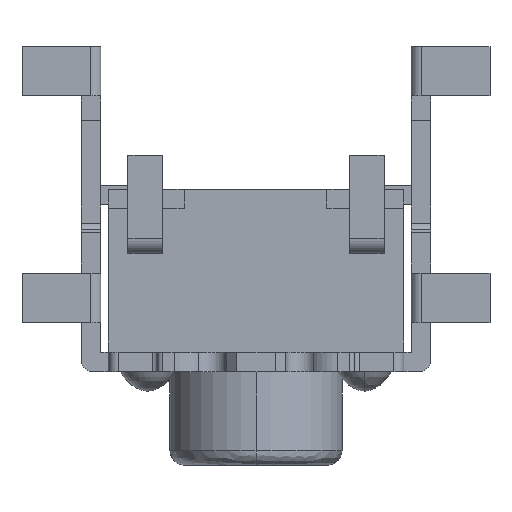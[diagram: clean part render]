
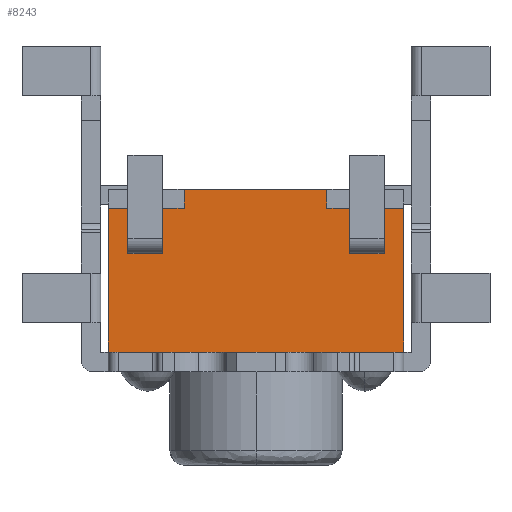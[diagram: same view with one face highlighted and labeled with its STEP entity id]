
A CAD part, front view. The second image highlights one B-rep face of the part: STEP entity #8243.
In plain terms, the highlighted face is planar.
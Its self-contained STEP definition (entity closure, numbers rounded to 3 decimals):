
#77 = ORIENTED_EDGE ( 'NONE', *, *, #4696, .T. ) ;
#200 = EDGE_CURVE ( 'NONE', #3377, #551, #4654, .T. ) ;
#223 = LINE ( 'NONE', #7374, #6184 ) ;
#254 = CARTESIAN_POINT ( 'NONE',  ( -3., -2.6, 0.92 ) ) ;
#359 = CARTESIAN_POINT ( 'NONE',  ( -3., 1.9, 0. ) ) ;
#551 = VERTEX_POINT ( 'NONE', #5732 ) ;
#833 = EDGE_CURVE ( 'NONE', #2400, #1149, #223, .T. ) ;
#841 = CARTESIAN_POINT ( 'NONE',  ( -3., -3., 0.92 ) ) ;
#903 = DIRECTION ( 'NONE',  ( 0., -1., 0. ) ) ;
#911 = EDGE_CURVE ( 'NONE', #5170, #8006, #3505, .T. ) ;
#1001 = EDGE_CURVE ( 'NONE', #4574, #5561, #5055, .T. ) ;
#1085 = CARTESIAN_POINT ( 'NONE',  ( -3., 3., 0. ) ) ;
#1146 = CARTESIAN_POINT ( 'NONE',  ( -3., -3., 0. ) ) ;
#1149 = VERTEX_POINT ( 'NONE', #3231 ) ;
#1387 = VECTOR ( 'NONE', #2989, 1000. ) ;
#1454 = VECTOR ( 'NONE', #8111, 1000. ) ;
#1514 = ORIENTED_EDGE ( 'NONE', *, *, #911, .T. ) ;
#1835 = DIRECTION ( 'NONE',  ( 0., 0., 1. ) ) ;
#1904 = ORIENTED_EDGE ( 'NONE', *, *, #4519, .T. ) ;
#1922 = CARTESIAN_POINT ( 'NONE',  ( -3., -3., 0.72 ) ) ;
#1967 = DIRECTION ( 'NONE',  ( 0., 0., 1. ) ) ;
#1986 = LINE ( 'NONE', #3388, #4885 ) ;
#1994 = CARTESIAN_POINT ( 'NONE',  ( -3., 3., 0. ) ) ;
#2024 = CARTESIAN_POINT ( 'NONE',  ( -3., -2.6, 0.72 ) ) ;
#2033 = EDGE_CURVE ( 'NONE', #1149, #5170, #7938, .T. ) ;
#2055 = ORIENTED_EDGE ( 'NONE', *, *, #7085, .T. ) ;
#2236 = ORIENTED_EDGE ( 'NONE', *, *, #5409, .T. ) ;
#2262 = CARTESIAN_POINT ( 'NONE',  ( -3., -2.6, 0. ) ) ;
#2375 = VECTOR ( 'NONE', #7240, 1000. ) ;
#2400 = VERTEX_POINT ( 'NONE', #2024 ) ;
#2421 = LINE ( 'NONE', #359, #1387 ) ;
#2436 = PLANE ( 'NONE',  #3021 ) ;
#2454 = LINE ( 'NONE', #841, #2857 ) ;
#2732 = VECTOR ( 'NONE', #6776, 1000. ) ;
#2808 = ORIENTED_EDGE ( 'NONE', *, *, #833, .T. ) ;
#2842 = ORIENTED_EDGE ( 'NONE', *, *, #8510, .F. ) ;
#2845 = VECTOR ( 'NONE', #2940, 1000. ) ;
#2857 = VECTOR ( 'NONE', #903, 1000. ) ;
#2940 = DIRECTION ( 'NONE',  ( 0., 0., -1. ) ) ;
#2989 = DIRECTION ( 'NONE',  ( 0., 0., -1. ) ) ;
#3004 = ORIENTED_EDGE ( 'NONE', *, *, #5654, .T. ) ;
#3021 = AXIS2_PLACEMENT_3D ( 'NONE', #5795, #3830, #1835 ) ;
#3205 = LINE ( 'NONE', #1922, #6723 ) ;
#3231 = CARTESIAN_POINT ( 'NONE',  ( -3., -1.9, 0.72 ) ) ;
#3237 = VECTOR ( 'NONE', #5947, 1000. ) ;
#3296 = EDGE_CURVE ( 'NONE', #5561, #7191, #2454, .T. ) ;
#3305 = CARTESIAN_POINT ( 'NONE',  ( -3., -1.9, 0. ) ) ;
#3308 = FACE_BOUND ( 'NONE', #5705, .T. ) ;
#3377 = VERTEX_POINT ( 'NONE', #5584 ) ;
#3388 = CARTESIAN_POINT ( 'NONE',  ( -3., -3., -0.38 ) ) ;
#3469 = LINE ( 'NONE', #1146, #6563 ) ;
#3473 = EDGE_CURVE ( 'NONE', #551, #7582, #3469, .T. ) ;
#3505 = LINE ( 'NONE', #8189, #7550 ) ;
#3544 = VERTEX_POINT ( 'NONE', #7751 ) ;
#3654 = LINE ( 'NONE', #7963, #3237 ) ;
#3669 = ORIENTED_EDGE ( 'NONE', *, *, #5208, .F. ) ;
#3728 = FACE_BOUND ( 'NONE', #7291, .T. ) ;
#3830 = DIRECTION ( 'NONE',  ( -1., 0., 0. ) ) ;
#3864 = CARTESIAN_POINT ( 'NONE',  ( -3., 2.6, 0.72 ) ) ;
#4076 = DIRECTION ( 'NONE',  ( 0., 0., -1. ) ) ;
#4288 = VERTEX_POINT ( 'NONE', #8236 ) ;
#4315 = CARTESIAN_POINT ( 'NONE',  ( -3., -3., 2.92 ) ) ;
#4447 = LINE ( 'NONE', #4694, #1454 ) ;
#4519 = EDGE_CURVE ( 'NONE', #8006, #2400, #8216, .T. ) ;
#4544 = ORIENTED_EDGE ( 'NONE', *, *, #3473, .T. ) ;
#4574 = VERTEX_POINT ( 'NONE', #3864 ) ;
#4654 = LINE ( 'NONE', #8418, #7127 ) ;
#4694 = CARTESIAN_POINT ( 'NONE',  ( -3., -3., 0. ) ) ;
#4696 = EDGE_CURVE ( 'NONE', #5717, #7403, #3654, .T. ) ;
#4762 = ORIENTED_EDGE ( 'NONE', *, *, #3296, .T. ) ;
#4885 = VECTOR ( 'NONE', #5964, 1000. ) ;
#4905 = EDGE_LOOP ( 'NONE', ( #4544, #2842, #77, #3669, #2055, #3004, #2236, #6036 ) ) ;
#4970 = EDGE_CURVE ( 'NONE', #7191, #7077, #2421, .T. ) ;
#5055 = LINE ( 'NONE', #6175, #7653 ) ;
#5086 = DIRECTION ( 'NONE',  ( 0., 0., 1. ) ) ;
#5089 = DIRECTION ( 'NONE',  ( 0., 0., 1. ) ) ;
#5170 = VERTEX_POINT ( 'NONE', #7140 ) ;
#5185 = VECTOR ( 'NONE', #1967, 1000. ) ;
#5208 = EDGE_CURVE ( 'NONE', #8160, #7403, #5504, .T. ) ;
#5324 = CARTESIAN_POINT ( 'NONE',  ( -3., 1.44, 0. ) ) ;
#5409 = EDGE_CURVE ( 'NONE', #3544, #3377, #1986, .T. ) ;
#5504 = LINE ( 'NONE', #1994, #5185 ) ;
#5561 = VERTEX_POINT ( 'NONE', #6773 ) ;
#5584 = CARTESIAN_POINT ( 'NONE',  ( -3., -1.46, -0.38 ) ) ;
#5641 = ORIENTED_EDGE ( 'NONE', *, *, #2033, .T. ) ;
#5654 = EDGE_CURVE ( 'NONE', #4288, #3544, #7825, .T. ) ;
#5705 = EDGE_LOOP ( 'NONE', ( #2808, #5641, #1514, #1904 ) ) ;
#5717 = VERTEX_POINT ( 'NONE', #4315 ) ;
#5732 = CARTESIAN_POINT ( 'NONE',  ( -3., -1.46, 0. ) ) ;
#5733 = DIRECTION ( 'NONE',  ( 0., -1., 0. ) ) ;
#5765 = ORIENTED_EDGE ( 'NONE', *, *, #1001, .T. ) ;
#5795 = CARTESIAN_POINT ( 'NONE',  ( -3., -3., 0. ) ) ;
#5947 = DIRECTION ( 'NONE',  ( 0., 1., 0. ) ) ;
#5964 = DIRECTION ( 'NONE',  ( 0., -1., 0. ) ) ;
#6033 = DIRECTION ( 'NONE',  ( 0., 1., 0. ) ) ;
#6036 = ORIENTED_EDGE ( 'NONE', *, *, #200, .T. ) ;
#6131 = CARTESIAN_POINT ( 'NONE',  ( -3., 1.9, 0.72 ) ) ;
#6175 = CARTESIAN_POINT ( 'NONE',  ( -3., 2.6, 0. ) ) ;
#6184 = VECTOR ( 'NONE', #6033, 1000. ) ;
#6240 = DIRECTION ( 'NONE',  ( 0., -1., 0. ) ) ;
#6310 = ORIENTED_EDGE ( 'NONE', *, *, #4970, .T. ) ;
#6315 = FACE_OUTER_BOUND ( 'NONE', #4905, .T. ) ;
#6563 = VECTOR ( 'NONE', #5733, 1000. ) ;
#6598 = DIRECTION ( 'NONE',  ( 0., 1., 0. ) ) ;
#6723 = VECTOR ( 'NONE', #6598, 1000. ) ;
#6748 = LINE ( 'NONE', #8081, #2732 ) ;
#6773 = CARTESIAN_POINT ( 'NONE',  ( -3., 2.6, 0.92 ) ) ;
#6776 = DIRECTION ( 'NONE',  ( 0., -1., 0. ) ) ;
#6980 = CARTESIAN_POINT ( 'NONE',  ( -3., 1.9, 0.92 ) ) ;
#7077 = VERTEX_POINT ( 'NONE', #6131 ) ;
#7085 = EDGE_CURVE ( 'NONE', #8160, #4288, #6748, .T. ) ;
#7127 = VECTOR ( 'NONE', #5089, 1000. ) ;
#7140 = CARTESIAN_POINT ( 'NONE',  ( -3., -1.9, 0.92 ) ) ;
#7191 = VERTEX_POINT ( 'NONE', #6980 ) ;
#7206 = CARTESIAN_POINT ( 'NONE',  ( -3., 3., 2.92 ) ) ;
#7240 = DIRECTION ( 'NONE',  ( 0., 0., 1. ) ) ;
#7291 = EDGE_LOOP ( 'NONE', ( #7392, #5765, #4762, #6310 ) ) ;
#7374 = CARTESIAN_POINT ( 'NONE',  ( -3., -3., 0.72 ) ) ;
#7392 = ORIENTED_EDGE ( 'NONE', *, *, #8437, .T. ) ;
#7403 = VERTEX_POINT ( 'NONE', #7206 ) ;
#7529 = CARTESIAN_POINT ( 'NONE',  ( -3., -3., 0. ) ) ;
#7550 = VECTOR ( 'NONE', #6240, 1000. ) ;
#7582 = VERTEX_POINT ( 'NONE', #7529 ) ;
#7653 = VECTOR ( 'NONE', #5086, 1000. ) ;
#7751 = CARTESIAN_POINT ( 'NONE',  ( -3., 1.44, -0.38 ) ) ;
#7825 = LINE ( 'NONE', #5324, #8038 ) ;
#7938 = LINE ( 'NONE', #3305, #2375 ) ;
#7963 = CARTESIAN_POINT ( 'NONE',  ( -3., 0., 2.92 ) ) ;
#8006 = VERTEX_POINT ( 'NONE', #254 ) ;
#8038 = VECTOR ( 'NONE', #4076, 1000. ) ;
#8081 = CARTESIAN_POINT ( 'NONE',  ( -3., -3., 0. ) ) ;
#8111 = DIRECTION ( 'NONE',  ( 0., 0., -1. ) ) ;
#8160 = VERTEX_POINT ( 'NONE', #1085 ) ;
#8189 = CARTESIAN_POINT ( 'NONE',  ( -3., -3., 0.92 ) ) ;
#8216 = LINE ( 'NONE', #2262, #2845 ) ;
#8236 = CARTESIAN_POINT ( 'NONE',  ( -3., 1.44, 0. ) ) ;
#8243 = ADVANCED_FACE ( 'NONE', ( #3308, #3728, #6315 ), #2436, .T. ) ;
#8418 = CARTESIAN_POINT ( 'NONE',  ( -3., -1.46, 0. ) ) ;
#8437 = EDGE_CURVE ( 'NONE', #7077, #4574, #3205, .T. ) ;
#8510 = EDGE_CURVE ( 'NONE', #5717, #7582, #4447, .T. ) ;
